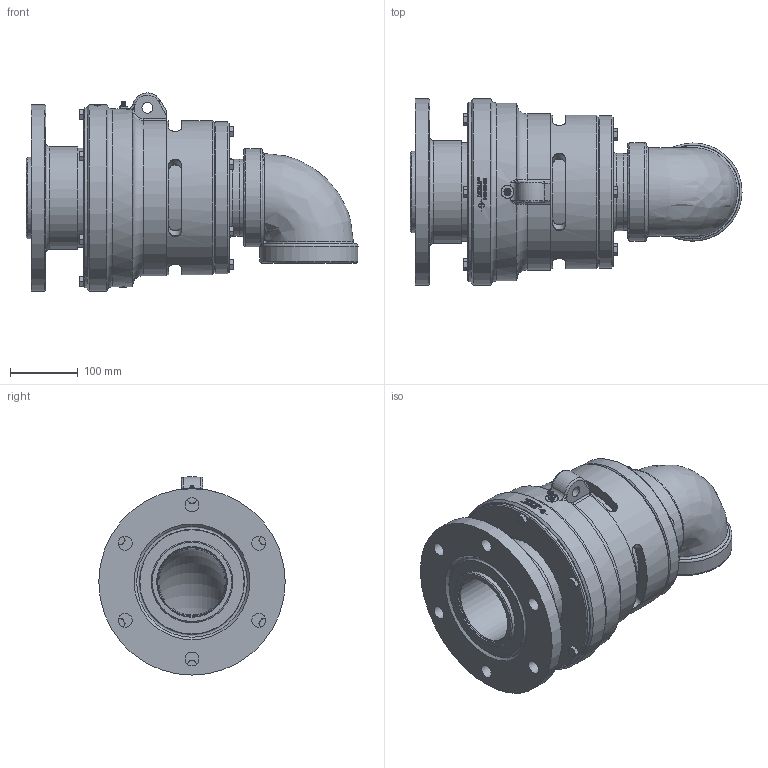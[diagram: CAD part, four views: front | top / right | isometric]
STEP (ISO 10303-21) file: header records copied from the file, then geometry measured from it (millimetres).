
FILE_DESCRIPTION((''),'2;1');
FILE_NAME('6400-030-330-IC.stp','2012-10-10T12:15:51',('fdahl'),(''),'Autodesk Inventor 2011','Autodesk Inventor 2011','');
FILE_SCHEMA(('AUTOMOTIVE_DESIGN { 1 0 10303 214 1 1 1 1 }'));
Length unit declared in the file: millimetre
Products named in the file (1): 6400-030-330_Konturvereinfachung_1
Bounding box: 491.88 x 276.2 x 293.6 mm (x, y, z)
Volume: 10720514 mm3; surface area: 777546.6 mm2
Topology: 21 solids, 22 shells, 889 faces, 2163 edges, 1365 vertices
Faces by surface type: plane 359, bspline 191, cone 145, cylinder 143, torus 50, sphere 1
Full cylindrical faces by diameter (mm): 3 x1, 4.978 x2, 7.798 x18, 7.95 x2, 9.525 x12, 9.855 x6, 10.004 x1, 11.1 x12, 15.9 x1, 19 x2, 20.6 x6, 98.4 x1, 101.35 x1, 101.6 x2, 103 x1, 107.95 x1, 108.001 x1, 114.3 x1, 120.62 x1, 145.5 x2, 146.6 x1, 152.4 x1, 165.1 x1, 182.12 x2, 190.5 x1, 225.4 x1, 228 x1, 263.5 x1, 266.4 x1, 267 x1
Entity records: 31564 total; most frequent: CARTESIAN_POINT 12621, ORIENTED_EDGE 3736, DIRECTION 3433, EDGE_CURVE 1868, AXIS2_PLACEMENT_3D 1423, VERTEX_POINT 1256, EDGE_LOOP 1173, FACE_OUTER_BOUND 889
